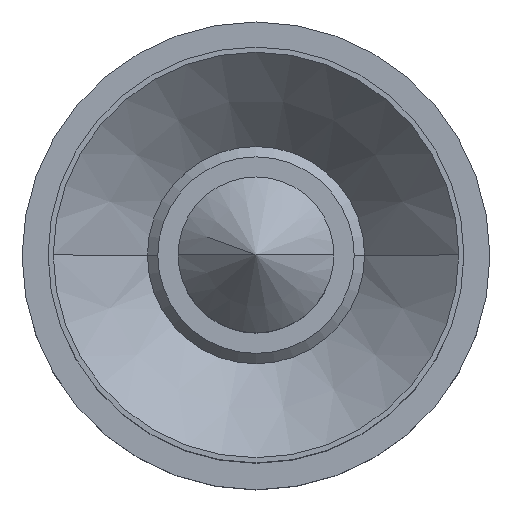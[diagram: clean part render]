
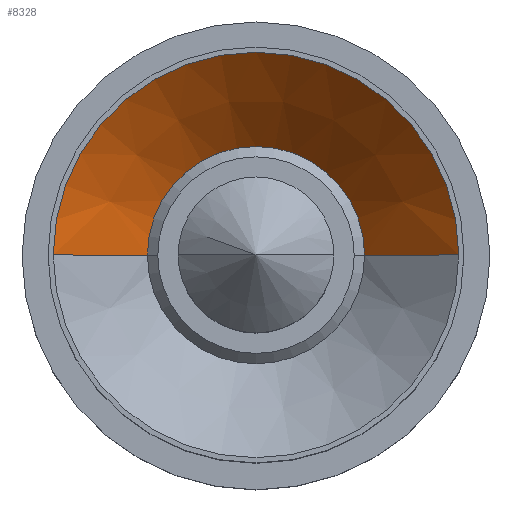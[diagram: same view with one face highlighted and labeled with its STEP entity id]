
A CAD part, top view. The second image highlights one B-rep face of the part: STEP entity #8328.
In plain terms, the highlighted conical face has half-angle 45 degrees and reference radius 1.95 mm.
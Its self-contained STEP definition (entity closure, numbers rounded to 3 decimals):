
#2783 = EDGE_CURVE ( 'NONE', #7574, #7572, #5633, .T. ) ;
#2784 = EDGE_CURVE ( 'NONE', #7567, #7562, #5634, .T. ) ;
#2880 = EDGE_CURVE ( 'NONE', #7567, #7574, #3215, .T. ) ;
#2882 = EDGE_CURVE ( 'NONE', #7562, #7572, #3213, .T. ) ;
#3213 = LINE ( 'NONE', #6721, #3220 ) ;
#3215 = LINE ( 'NONE', #6713, #3217 ) ;
#3217 = VECTOR ( 'NONE', #6708, 1000. ) ;
#3220 = VECTOR ( 'NONE', #6715, 1000. ) ;
#3398 = FACE_OUTER_BOUND ( 'NONE', #8193, .T. ) ;
#3409 = CONICAL_SURFACE ( 'NONE', #6777, 1.95, 0.785 ) ;
#3957 = CARTESIAN_POINT ( 'NONE',  ( -1.045, 0., 4.295 ) ) ;
#3961 = CARTESIAN_POINT ( 'NONE',  ( 1.045, 0., 4.295 ) ) ;
#3964 = CARTESIAN_POINT ( 'NONE',  ( -1.95, 0., 5.2 ) ) ;
#3965 = CARTESIAN_POINT ( 'NONE',  ( 1.95, 0., 5.2 ) ) ;
#5633 = CIRCLE ( 'NONE', #7009, 1.95 ) ;
#5634 = CIRCLE ( 'NONE', #7010, 1.045 ) ;
#5838 = DIRECTION ( 'NONE',  ( 1., 0., 0. ) ) ;
#5841 = DIRECTION ( 'NONE',  ( 0., 0., 1. ) ) ;
#5842 = CARTESIAN_POINT ( 'NONE',  ( 0., 0., 5.2 ) ) ;
#6074 = ORIENTED_EDGE ( 'NONE', *, *, #2882, .F. ) ;
#6075 = ORIENTED_EDGE ( 'NONE', *, *, #2784, .F. ) ;
#6076 = ORIENTED_EDGE ( 'NONE', *, *, #2880, .T. ) ;
#6077 = ORIENTED_EDGE ( 'NONE', *, *, #2783, .T. ) ;
#6708 = DIRECTION ( 'NONE',  ( 0.707, 0., 0.707 ) ) ;
#6713 = CARTESIAN_POINT ( 'NONE',  ( 1.95, 0., 5.2 ) ) ;
#6715 = DIRECTION ( 'NONE',  ( -0.707, 0., 0.707 ) ) ;
#6721 = CARTESIAN_POINT ( 'NONE',  ( -1.95, 0., 5.2 ) ) ;
#6777 = AXIS2_PLACEMENT_3D ( 'NONE', #5842, #5841, #5838 ) ;
#7009 = AXIS2_PLACEMENT_3D ( 'NONE', #8238, #8239, #8240 ) ;
#7010 = AXIS2_PLACEMENT_3D ( 'NONE', #8241, #8242, #8243 ) ;
#7562 = VERTEX_POINT ( 'NONE', #3957 ) ;
#7567 = VERTEX_POINT ( 'NONE', #3961 ) ;
#7572 = VERTEX_POINT ( 'NONE', #3964 ) ;
#7574 = VERTEX_POINT ( 'NONE', #3965 ) ;
#8193 = EDGE_LOOP ( 'NONE', ( #6074, #6075, #6076, #6077 ) ) ;
#8238 = CARTESIAN_POINT ( 'NONE',  ( 0., 0., 5.2 ) ) ;
#8239 = DIRECTION ( 'NONE',  ( 0., 0., 1. ) ) ;
#8240 = DIRECTION ( 'NONE',  ( 1., 0., 0. ) ) ;
#8241 = CARTESIAN_POINT ( 'NONE',  ( 0., 0., 4.295 ) ) ;
#8242 = DIRECTION ( 'NONE',  ( 0., 0., 1. ) ) ;
#8243 = DIRECTION ( 'NONE',  ( 1., 0., 0. ) ) ;
#8328 = ADVANCED_FACE ( 'NONE', ( #3398 ), #3409, .F. ) ;
